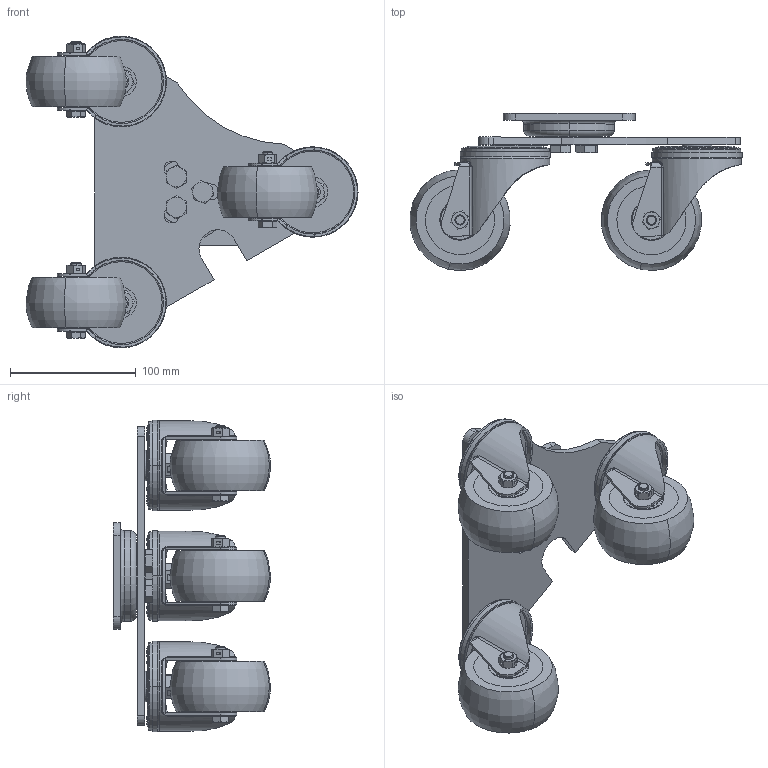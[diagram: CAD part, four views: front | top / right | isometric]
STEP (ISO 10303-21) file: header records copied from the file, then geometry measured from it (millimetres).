
FILE_DESCRIPTION (( 'STEP AP214' ), '1' );
FILE_NAME ('0050855.step', '2020-06-30T12:19:17', ( '' ), ( '' ), 'SwSTEP 2.0', 'SolidWorks 2018', '' );
FILE_SCHEMA (( 'AUTOMOTIVE_DESIGN' ));
Length unit declared in the file: millimetre
Products named in the file (1): 0050855
Bounding box: 264.02 x 125 x 247.8 mm (x, y, z)
Volume: 935086.6 mm3; surface area: 347790 mm2
Topology: 65 solids, 65 shells, 1335 faces, 2948 edges, 1781 vertices
Faces by surface type: plane 463, cylinder 415, cone 258, torus 169, bspline 30
Entity records: 55567 total; most frequent: CARTESIAN_POINT 10505, DIRECTION 6536, ORIENTED_EDGE 5848, EDGE_CURVE 2924, AXIS2_PLACEMENT_3D 2708, VERTEX_POINT 1781, EDGE_LOOP 1537, CIRCLE 1402
